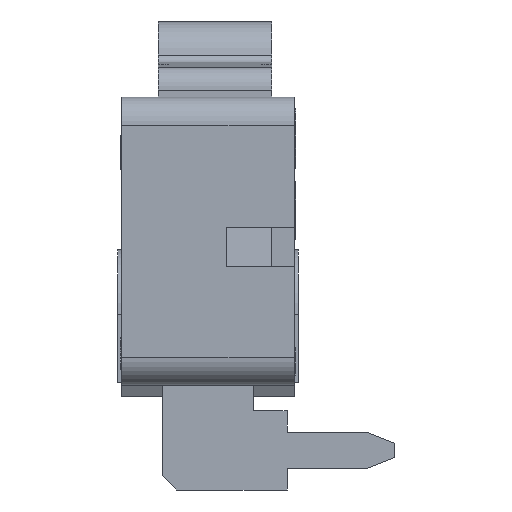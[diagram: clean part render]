
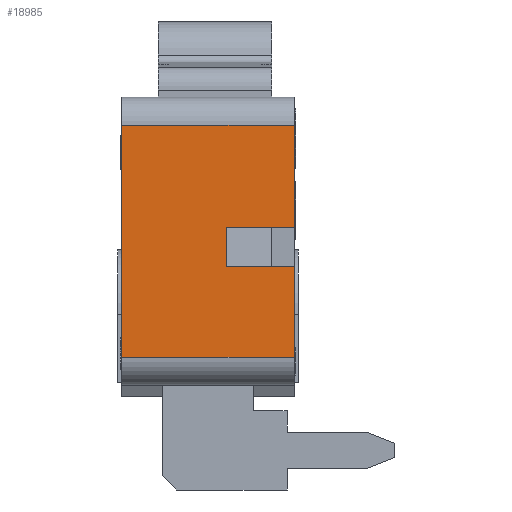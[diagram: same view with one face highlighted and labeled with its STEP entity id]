
A CAD part, left-side view. The second image highlights one B-rep face of the part: STEP entity #18985.
In plain terms, the highlighted planar face has unit normal (-1, 0, 0).
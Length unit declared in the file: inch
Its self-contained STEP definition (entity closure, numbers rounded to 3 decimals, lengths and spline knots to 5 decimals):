
#2897=CARTESIAN_POINT('',(-0.20079,-0.24016,0.12205));
#2898=VERTEX_POINT('',#2897);
#2905=CARTESIAN_POINT('',(-0.20079,-0.14567,0.12205));
#2906=VERTEX_POINT('',#2905);
#2907=CARTESIAN_POINT('',(-0.20079,-0.14567,0.12205));
#2908=DIRECTION('',(0.0,-1.0,0.0));
#2909=VECTOR('',#2908,0.09449);
#2910=LINE('',#2907,#2909);
#2911=EDGE_CURVE('',#2906,#2898,#2910,.T.);
#15298=CARTESIAN_POINT('',(-0.20079,-0.24016,0.06693));
#15299=VERTEX_POINT('',#15298);
#15306=CARTESIAN_POINT('',(-0.20079,-0.24016,-0.05906));
#15307=VERTEX_POINT('',#15306);
#15308=CARTESIAN_POINT('',(-0.20079,-0.24016,-0.05906));
#15309=DIRECTION('',(0.0,0.0,1.0));
#15310=VECTOR('',#15309,0.12598);
#15311=LINE('',#15308,#15310);
#15312=EDGE_CURVE('',#15307,#15299,#15311,.T.);
#15459=CARTESIAN_POINT('',(-0.20079,-0.24016,0.26378));
#15460=VERTEX_POINT('',#15459);
#15468=CARTESIAN_POINT('',(-0.20079,-0.24016,0.12205));
#15469=DIRECTION('',(0.0,0.0,1.0));
#15470=VECTOR('',#15469,0.14173);
#15471=LINE('',#15468,#15470);
#15472=EDGE_CURVE('',#2898,#15460,#15471,.T.);
#16247=CARTESIAN_POINT('',(-0.20079,-0.14567,0.06693));
#16248=VERTEX_POINT('',#16247);
#16257=CARTESIAN_POINT('',(-0.20079,-0.24016,0.06693));
#16258=DIRECTION('',(0.0,1.0,0.0));
#16259=VECTOR('',#16258,0.09449);
#16260=LINE('',#16257,#16259);
#16261=EDGE_CURVE('',#15299,#16248,#16260,.T.);
#17227=CARTESIAN_POINT('',(-0.20079,0.0,-0.05906));
#17228=VERTEX_POINT('',#17227);
#17236=CARTESIAN_POINT('',(-0.20079,0.0,0.26378));
#17237=VERTEX_POINT('',#17236);
#17238=CARTESIAN_POINT('',(-0.20079,0.0,0.26378));
#17239=DIRECTION('',(0.0,0.0,-1.0));
#17240=VECTOR('',#17239,0.32283);
#17241=LINE('',#17238,#17240);
#17242=EDGE_CURVE('',#17237,#17228,#17241,.T.);
#18949=CARTESIAN_POINT('',(-0.20079,-0.14567,0.06693));
#18950=DIRECTION('',(0.0,0.0,1.0));
#18951=VECTOR('',#18950,0.05512);
#18952=LINE('',#18949,#18951);
#18953=EDGE_CURVE('',#16248,#2906,#18952,.T.);
#18960=CARTESIAN_POINT('',(-0.20079,-0.25217,-0.0752));
#18961=DIRECTION('',(-1.0,0.0,0.0));
#18962=DIRECTION('',(0.0,0.0,1.0));
#18963=AXIS2_PLACEMENT_3D('',#18960,#18961,#18962);
#18964=PLANE('',#18963);
#18965=ORIENTED_EDGE('',*,*,#17242,.T.);
#18966=CARTESIAN_POINT('',(-0.20079,-0.24016,-0.05906));
#18967=DIRECTION('',(0.0,1.0,0.0));
#18968=VECTOR('',#18967,0.24016);
#18969=LINE('',#18966,#18968);
#18970=EDGE_CURVE('',#15307,#17228,#18969,.T.);
#18971=ORIENTED_EDGE('',*,*,#18970,.F.);
#18972=ORIENTED_EDGE('',*,*,#15312,.T.);
#18973=ORIENTED_EDGE('',*,*,#16261,.T.);
#18974=ORIENTED_EDGE('',*,*,#18953,.T.);
#18975=ORIENTED_EDGE('',*,*,#2911,.T.);
#18976=ORIENTED_EDGE('',*,*,#15472,.T.);
#18977=CARTESIAN_POINT('',(-0.20079,-0.24016,0.26378));
#18978=DIRECTION('',(0.0,1.0,0.0));
#18979=VECTOR('',#18978,0.24016);
#18980=LINE('',#18977,#18979);
#18981=EDGE_CURVE('',#15460,#17237,#18980,.T.);
#18982=ORIENTED_EDGE('',*,*,#18981,.T.);
#18983=EDGE_LOOP('',(#18965,#18971,#18972,#18973,#18974,#18975,#18976,#18982));
#18984=FACE_OUTER_BOUND('',#18983,.T.);
#18985=ADVANCED_FACE('',(#18984),#18964,.T.);
